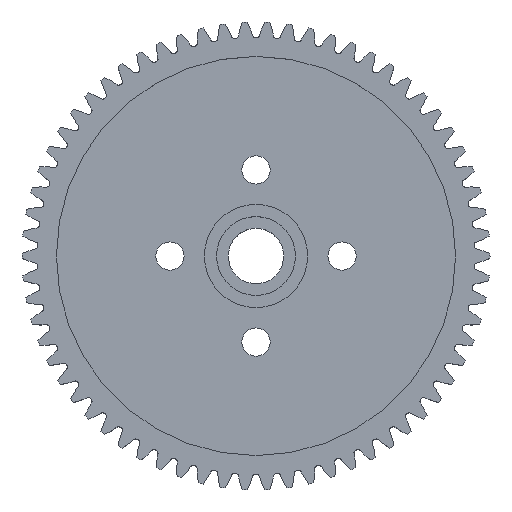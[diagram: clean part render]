
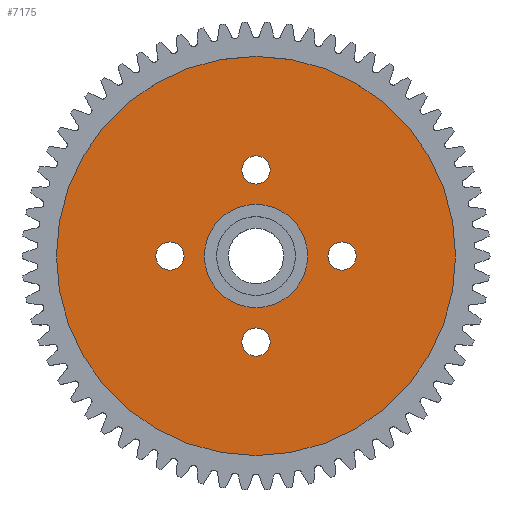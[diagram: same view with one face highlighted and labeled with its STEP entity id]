
A CAD part, top view. The second image highlights one B-rep face of the part: STEP entity #7175.
In plain terms, the highlighted planar face has unit normal (0, 0, 1).
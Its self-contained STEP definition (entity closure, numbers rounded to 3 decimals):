
#1219=FACE_BOUND('',#1670,.T.);
#1220=FACE_BOUND('',#1671,.T.);
#1221=FACE_BOUND('',#1672,.T.);
#1222=FACE_BOUND('',#1673,.T.);
#1223=FACE_BOUND('',#1674,.T.);
#1231=PLANE('',#7634);
#1249=FACE_OUTER_BOUND('',#1669,.T.);
#1669=EDGE_LOOP('',(#4767));
#1670=EDGE_LOOP('',(#4768));
#1671=EDGE_LOOP('',(#4769));
#1672=EDGE_LOOP('',(#4770));
#1673=EDGE_LOOP('',(#4771));
#1674=EDGE_LOOP('',(#4772));
#2363=CIRCLE('',#7592,2.05);
#2375=CIRCLE('',#7606,2.05);
#2376=CIRCLE('',#7608,2.05);
#2377=CIRCLE('',#7610,2.05);
#2382=CIRCLE('',#7618,7.5);
#2390=CIRCLE('',#7633,29.);
#2657=VERTEX_POINT('',#9078);
#2664=VERTEX_POINT('',#9100);
#2665=VERTEX_POINT('',#9104);
#2666=VERTEX_POINT('',#9108);
#2671=VERTEX_POINT('',#9123);
#2679=VERTEX_POINT('',#9150);
#3474=EDGE_CURVE('',#2657,#2657,#2363,.T.);
#3487=EDGE_CURVE('',#2664,#2664,#2375,.T.);
#3489=EDGE_CURVE('',#2665,#2665,#2376,.T.);
#3491=EDGE_CURVE('',#2666,#2666,#2377,.T.);
#3498=EDGE_CURVE('',#2671,#2671,#2382,.T.);
#3510=EDGE_CURVE('',#2679,#2679,#2390,.T.);
#4767=ORIENTED_EDGE('',*,*,#3510,.F.);
#4768=ORIENTED_EDGE('',*,*,#3498,.T.);
#4769=ORIENTED_EDGE('',*,*,#3491,.T.);
#4770=ORIENTED_EDGE('',*,*,#3474,.T.);
#4771=ORIENTED_EDGE('',*,*,#3489,.T.);
#4772=ORIENTED_EDGE('',*,*,#3487,.T.);
#7175=ADVANCED_FACE('',(#1249,#1219,#1220,#1221,#1222,#1223),#1231,.T.);
#7592=AXIS2_PLACEMENT_3D('',#9080,#8044,#8045);
#7606=AXIS2_PLACEMENT_3D('',#9102,#8073,#8074);
#7608=AXIS2_PLACEMENT_3D('',#9106,#8078,#8079);
#7610=AXIS2_PLACEMENT_3D('',#9110,#8083,#8084);
#7618=AXIS2_PLACEMENT_3D('',#9125,#8101,#8102);
#7633=AXIS2_PLACEMENT_3D('',#9152,#8135,#8136);
#7634=AXIS2_PLACEMENT_3D('',#9153,#8137,#8138);
#8044=DIRECTION('center_axis',(0.,0.,-1.));
#8045=DIRECTION('ref_axis',(-1.,0.,0.));
#8073=DIRECTION('center_axis',(0.,0.,-1.));
#8074=DIRECTION('ref_axis',(-1.,0.,0.));
#8078=DIRECTION('center_axis',(0.,0.,-1.));
#8079=DIRECTION('ref_axis',(-1.,0.,0.));
#8083=DIRECTION('center_axis',(0.,0.,-1.));
#8084=DIRECTION('ref_axis',(-1.,0.,0.));
#8101=DIRECTION('center_axis',(0.,0.,-1.));
#8102=DIRECTION('ref_axis',(1.,0.,0.));
#8135=DIRECTION('center_axis',(0.,0.,-1.));
#8136=DIRECTION('ref_axis',(1.,0.,0.));
#8137=DIRECTION('center_axis',(0.,0.,1.));
#8138=DIRECTION('ref_axis',(1.,0.,0.));
#9078=CARTESIAN_POINT('',(14.55,0.,2.1));
#9080=CARTESIAN_POINT('Origin',(12.5,0.,2.1));
#9100=CARTESIAN_POINT('',(2.05,-12.5,2.1));
#9102=CARTESIAN_POINT('Origin',(0.,-12.5,2.1));
#9104=CARTESIAN_POINT('',(-10.45,0.,2.1));
#9106=CARTESIAN_POINT('Origin',(-12.5,0.,2.1));
#9108=CARTESIAN_POINT('',(2.05,12.5,2.1));
#9110=CARTESIAN_POINT('Origin',(0.,12.5,2.1));
#9123=CARTESIAN_POINT('',(-7.5,0.,2.1));
#9125=CARTESIAN_POINT('Origin',(0.,0.,2.1));
#9150=CARTESIAN_POINT('',(-29.,0.,2.1));
#9152=CARTESIAN_POINT('Origin',(0.,0.,2.1));
#9153=CARTESIAN_POINT('Origin',(0.,0.,2.1));
